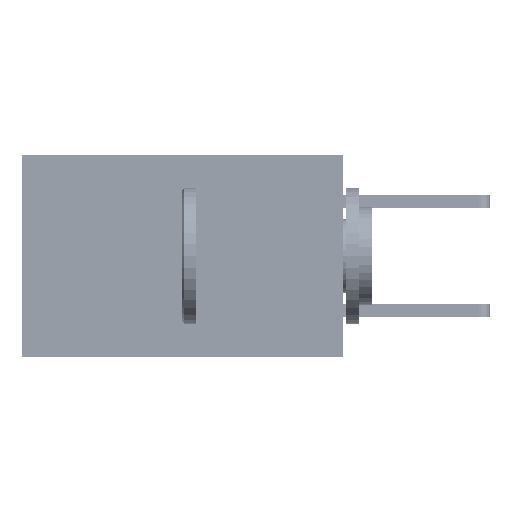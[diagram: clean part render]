
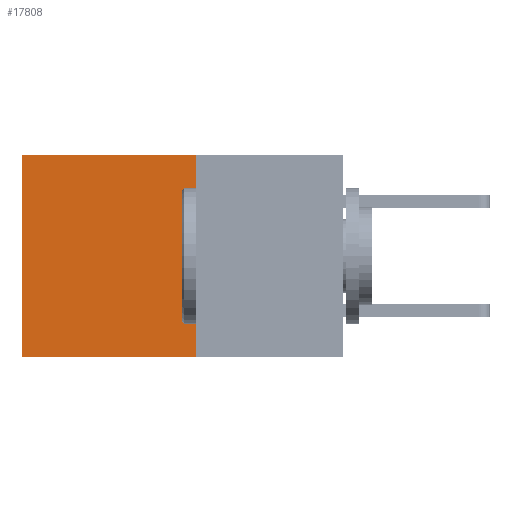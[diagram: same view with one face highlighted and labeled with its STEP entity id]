
A CAD part, left-side view. The second image highlights one B-rep face of the part: STEP entity #17808.
In plain terms, the highlighted planar face has unit normal (-1, 0, 0).
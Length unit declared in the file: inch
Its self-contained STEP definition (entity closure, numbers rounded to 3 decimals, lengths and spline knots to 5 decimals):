
#82 = DIRECTION ( 'NONE',  ( 0., 1., 0. ) ) ;
#170 = LINE ( 'NONE', #24064, #27073 ) ;
#329 = DIRECTION ( 'NONE',  ( 1., 0., 0. ) ) ;
#1041 = EDGE_CURVE ( 'NONE', #10230, #3682, #3575, .T. ) ;
#2931 = AXIS2_PLACEMENT_3D ( 'NONE', #28892, #329, #18562 ) ;
#3518 = VECTOR ( 'NONE', #15655, 39.37008 ) ;
#3575 = LINE ( 'NONE', #12285, #30390 ) ;
#3682 = VERTEX_POINT ( 'NONE', #20555 ) ;
#4824 = EDGE_CURVE ( 'NONE', #3682, #24622, #24308, .T. ) ;
#5002 = ORIENTED_EDGE ( 'NONE', *, *, #6512, .F. ) ;
#6512 = EDGE_CURVE ( 'NONE', #10230, #7261, #170, .T. ) ;
#7261 = VERTEX_POINT ( 'NONE', #22375 ) ;
#10230 = VERTEX_POINT ( 'NONE', #11052 ) ;
#11052 = CARTESIAN_POINT ( 'NONE',  ( 0.277, 0.27, 0. ) ) ;
#11398 = EDGE_LOOP ( 'NONE', ( #32133, #16515, #5002, #25460 ) ) ;
#11904 = VECTOR ( 'NONE', #82, 39.37008 ) ;
#12285 = CARTESIAN_POINT ( 'NONE',  ( 0.277, 0.27, 0. ) ) ;
#12343 = EDGE_CURVE ( 'NONE', #7261, #24622, #25749, .T. ) ;
#12728 = FACE_OUTER_BOUND ( 'NONE', #11398, .T. ) ;
#15655 = DIRECTION ( 'NONE',  ( 0., 0., -1. ) ) ;
#15728 = CARTESIAN_POINT ( 'NONE',  ( 0.277, 0.59, -0.37 ) ) ;
#16515 = ORIENTED_EDGE ( 'NONE', *, *, #12343, .F. ) ;
#17808 = ADVANCED_FACE ( 'NONE', ( #12728 ), #26303, .F. ) ;
#18562 = DIRECTION ( 'NONE',  ( 0., 0., -1. ) ) ;
#19348 = DIRECTION ( 'NONE',  ( 0., 1., 0. ) ) ;
#20555 = CARTESIAN_POINT ( 'NONE',  ( 0.277, 0.59, 0. ) ) ;
#22375 = CARTESIAN_POINT ( 'NONE',  ( 0.277, 0.27, -0.37 ) ) ;
#23029 = DIRECTION ( 'NONE',  ( 0., 0., -1. ) ) ;
#24064 = CARTESIAN_POINT ( 'NONE',  ( 0.277, 0.27, -0.37 ) ) ;
#24308 = LINE ( 'NONE', #15728, #3518 ) ;
#24622 = VERTEX_POINT ( 'NONE', #26090 ) ;
#25460 = ORIENTED_EDGE ( 'NONE', *, *, #1041, .T. ) ;
#25749 = LINE ( 'NONE', #31263, #11904 ) ;
#26090 = CARTESIAN_POINT ( 'NONE',  ( 0.277, 0.59, -0.37 ) ) ;
#26303 = PLANE ( 'NONE',  #2931 ) ;
#27073 = VECTOR ( 'NONE', #23029, 39.37008 ) ;
#28892 = CARTESIAN_POINT ( 'NONE',  ( 0.277, 0.27, -0.37 ) ) ;
#30390 = VECTOR ( 'NONE', #19348, 39.37008 ) ;
#31263 = CARTESIAN_POINT ( 'NONE',  ( 0.277, 0.27, -0.37 ) ) ;
#32133 = ORIENTED_EDGE ( 'NONE', *, *, #4824, .T. ) ;
